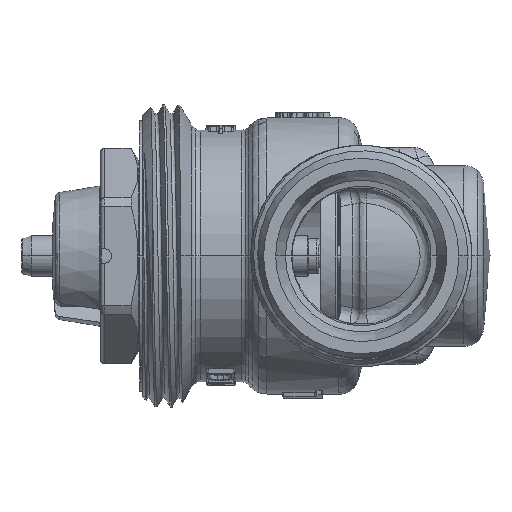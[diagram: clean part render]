
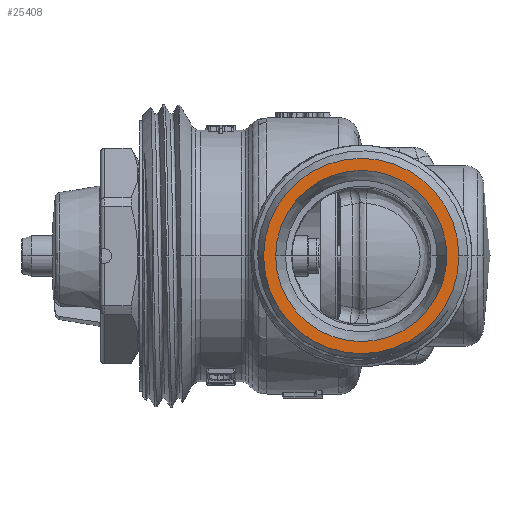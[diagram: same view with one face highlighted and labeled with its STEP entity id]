
A CAD part, left-side view. The second image highlights one B-rep face of the part: STEP entity #25408.
In plain terms, the highlighted planar face has unit normal (-1, 0, 0).
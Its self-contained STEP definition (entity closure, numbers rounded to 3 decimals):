
#5195=CARTESIAN_POINT('',(-21.5,0.,0.));
#5196=DIRECTION('',(-1.,0.,0.));
#5197=DIRECTION('',(0.,1.,0.));
#5198=AXIS2_PLACEMENT_3D('',#5195,#5196,#5197);
#5200=CARTESIAN_POINT('',(-21.5,0.,0.));
#5201=DIRECTION('',(-1.,0.,0.));
#5202=DIRECTION('',(0.,-1.,0.));
#5203=AXIS2_PLACEMENT_3D('',#5200,#5201,#5202);
#5205=CARTESIAN_POINT('',(-21.5,0.,0.));
#5206=DIRECTION('',(1.,0.,0.));
#5207=DIRECTION('',(0.,1.,0.));
#5208=AXIS2_PLACEMENT_3D('',#5205,#5206,#5207);
#5210=CARTESIAN_POINT('',(-21.5,0.,0.));
#5211=DIRECTION('',(1.,0.,0.));
#5212=DIRECTION('',(0.,-1.,0.));
#5213=AXIS2_PLACEMENT_3D('',#5210,#5211,#5212);
#16415=CARTESIAN_POINT('',(-21.5,-8.5,0.));
#16416=VERTEX_POINT('',#16415);
#16417=CARTESIAN_POINT('',(-21.5,8.5,0.));
#16418=VERTEX_POINT('',#16417);
#16557=CARTESIAN_POINT('',(-21.5,-9.7,0.));
#16558=CARTESIAN_POINT('',(-21.5,9.7,0.));
#16559=VERTEX_POINT('',#16557);
#16560=VERTEX_POINT('',#16558);
#25392=CARTESIAN_POINT('',(-21.5,9.7,0.));
#25393=DIRECTION('',(-1.,0.,0.));
#25394=DIRECTION('',(0.,-1.,0.));
#25395=AXIS2_PLACEMENT_3D('',#25392,#25393,#25394);
#25396=PLANE('',#25395);
#25398=ORIENTED_EDGE('',*,*,#25397,.F.);
#25400=ORIENTED_EDGE('',*,*,#25399,.F.);
#25401=EDGE_LOOP('',(#25398,#25400));
#25402=FACE_OUTER_BOUND('',#25401,.F.);
#25403=ORIENTED_EDGE('',*,*,#25382,.F.);
#25405=ORIENTED_EDGE('',*,*,#25404,.F.);
#25406=EDGE_LOOP('',(#25403,#25405));
#25407=FACE_BOUND('',#25406,.F.);
#25408=ADVANCED_FACE('',(#25402,#25407),#25396,.T.);
#5199=CIRCLE('',#5198,9.7);
#5204=CIRCLE('',#5203,9.7);
#5209=CIRCLE('',#5208,8.5);
#5214=CIRCLE('',#5213,8.5);
#25382=EDGE_CURVE('',#16418,#16416,#5209,.T.);
#25397=EDGE_CURVE('',#16560,#16559,#5199,.T.);
#25399=EDGE_CURVE('',#16559,#16560,#5204,.T.);
#25404=EDGE_CURVE('',#16416,#16418,#5214,.T.);
